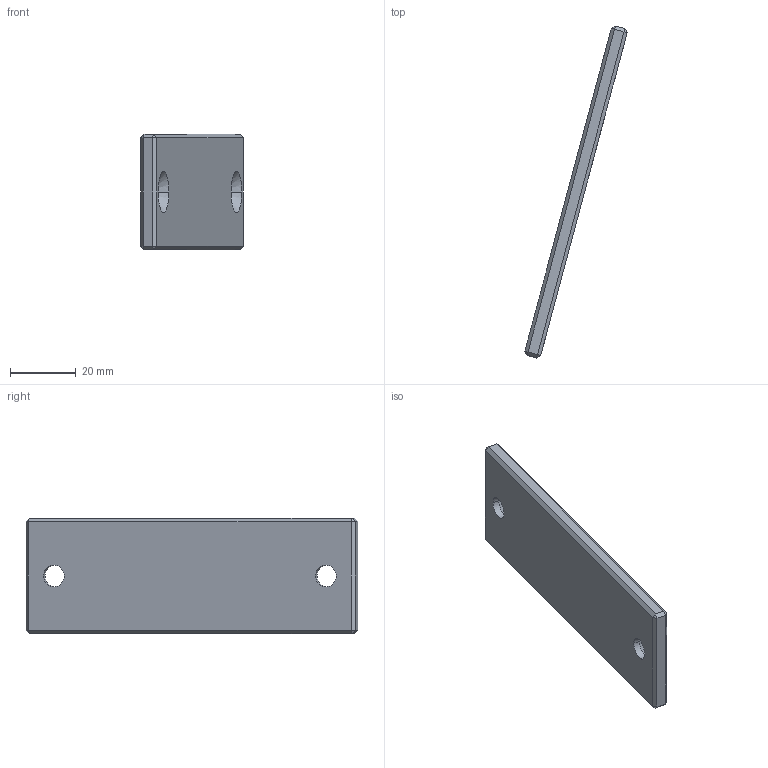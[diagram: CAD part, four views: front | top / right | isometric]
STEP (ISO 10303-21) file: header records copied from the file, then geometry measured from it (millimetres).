
FILE_DESCRIPTION((''),'2;1');
FILE_NAME('AS_ISO-PLATTEN-19223','2026-01-16T10:34:38',('HP'),(''),'CREO PARAMETRIC BY PTC INC, 2020354','CREO PARAMETRIC BY PTC INC, 2020354','');
FILE_SCHEMA(('AP203_CONFIGURATION_CONTROLLED_3D_DESIGN_OF_MECHANICAL_PARTS_AND_ASSEMBLIES_MIM_LF { 1 0 10303 403 2 1 2 }'));
Length unit declared in the file: millimetre
Products named in the file (1): AS_ISO-PLATTEN-19223
Bounding box: 31.1 x 100.75 x 35 mm (x, y, z)
Volume: 17245.6 mm3; surface area: 8311.8 mm2
Topology: 1 solids, 1 shells, 34 faces, 68 edges, 36 vertices
Faces by surface type: plane 26, cylinder 4, cone 4
Entity records: 1461 total; most frequent: DIRECTION 150, CARTESIAN_POINT 141, ORIENTED_EDGE 136, COLOUR_RGB 108, PRESENTATION_STYLE_ASSIGNMENT 103, STYLED_ITEM 69, CURVE_STYLE 68, EDGE_CURVE 68
